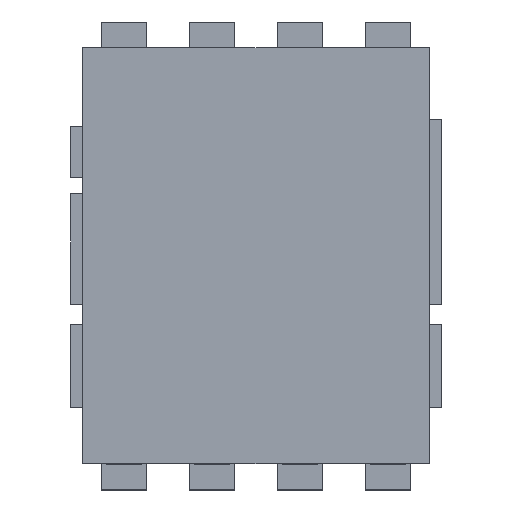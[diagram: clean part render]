
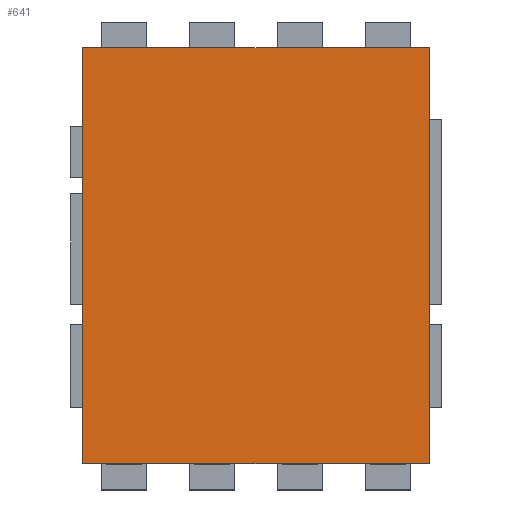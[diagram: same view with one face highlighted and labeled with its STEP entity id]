
A CAD part, top view. The second image highlights one B-rep face of the part: STEP entity #641.
In plain terms, the highlighted planar face has unit normal (0, 0, 1).
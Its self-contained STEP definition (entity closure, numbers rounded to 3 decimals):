
#641=ADVANCED_FACE('',(#870),#761,.T.);
#761=PLANE('',#2925);
#870=FACE_OUTER_BOUND('',#1002,.T.);
#1002=EDGE_LOOP('',(#1522,#1523,#1524,#1525));
#1522=ORIENTED_EDGE('',*,*,#1885,.T.);
#1523=ORIENTED_EDGE('',*,*,#2160,.F.);
#1524=ORIENTED_EDGE('',*,*,#2161,.F.);
#1525=ORIENTED_EDGE('',*,*,#1878,.T.);
#1666=VERTEX_POINT('',#3515);
#1667=VERTEX_POINT('',#3516);
#1673=VERTEX_POINT('',#3529);
#1877=VERTEX_POINT('',#4098);
#1878=EDGE_CURVE('',#1666,#1667,#2196,.T.);
#1885=EDGE_CURVE('',#1667,#1673,#2203,.T.);
#2160=EDGE_CURVE('',#1877,#1673,#2478,.T.);
#2161=EDGE_CURVE('',#1666,#1877,#2479,.T.);
#2196=LINE('',#3514,#2514);
#2203=LINE('',#3530,#2521);
#2478=LINE('',#4099,#2796);
#2479=LINE('',#4101,#2797);
#2514=VECTOR('',#2955,1.);
#2521=VECTOR('',#2964,1.);
#2796=VECTOR('',#3419,1.);
#2797=VECTOR('',#3422,1.);
#2925=AXIS2_PLACEMENT_3D('',#4102,#3423,#3424);
#2955=DIRECTION('',(0.,-1.,0.));
#2964=DIRECTION('',(1.,0.,0.));
#3419=DIRECTION('',(0.,-1.,0.));
#3422=DIRECTION('',(1.,0.,0.));
#3423=DIRECTION('',(0.,0.,1.));
#3424=DIRECTION('',(0.,1.,0.));
#3514=CARTESIAN_POINT('',(-2.5,3.,0.876));
#3515=CARTESIAN_POINT('',(-2.5,3.,0.876));
#3516=CARTESIAN_POINT('',(-2.5,-3.,0.876));
#3529=CARTESIAN_POINT('',(2.5,-3.,0.876));
#3530=CARTESIAN_POINT('',(-2.5,-3.,0.876));
#4098=CARTESIAN_POINT('',(2.5,3.,0.876));
#4099=CARTESIAN_POINT('',(2.5,3.,0.876));
#4101=CARTESIAN_POINT('',(-2.5,3.,0.876));
#4102=CARTESIAN_POINT('',(-2.5,3.,0.876));
